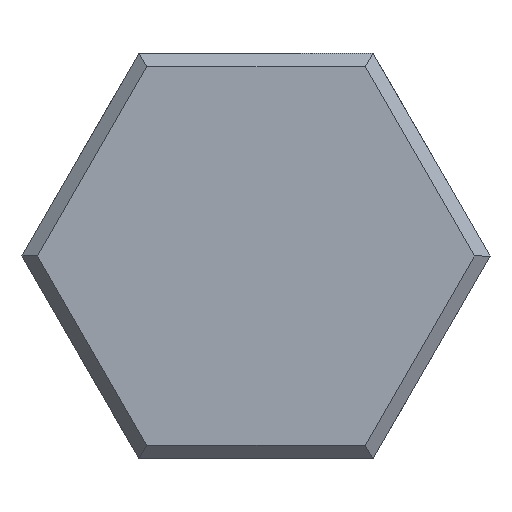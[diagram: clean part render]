
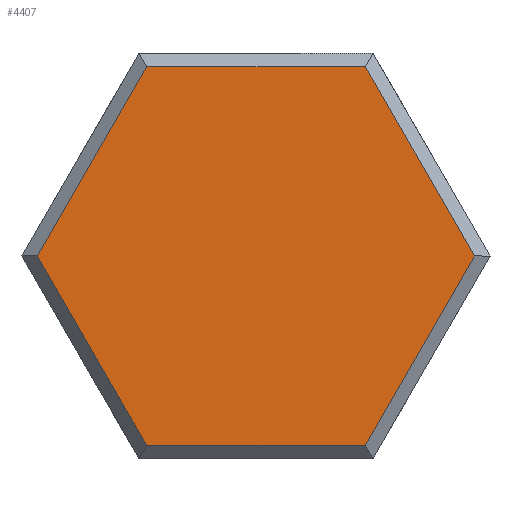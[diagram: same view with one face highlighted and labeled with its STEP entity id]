
A CAD part, left-side view. The second image highlights one B-rep face of the part: STEP entity #4407.
In plain terms, the highlighted planar face has unit normal (-1, 0, 0).
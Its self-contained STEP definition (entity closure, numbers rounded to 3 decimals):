
#321 = VERTEX_POINT ( 'NONE', #7471 ) ;
#323 = VERTEX_POINT ( 'NONE', #7480 ) ;
#325 = VERTEX_POINT ( 'NONE', #7495 ) ;
#326 = VERTEX_POINT ( 'NONE', #7468 ) ;
#328 = VERTEX_POINT ( 'NONE', #7463 ) ;
#333 = VERTEX_POINT ( 'NONE', #7455 ) ;
#587 = AXIS2_PLACEMENT_3D ( 'NONE', #2953, #2962, #2963 ) ;
#2953 = CARTESIAN_POINT ( 'NONE',  ( 0., 0., 0. ) ) ;
#2960 = PLANE ( 'NONE',  #587 ) ;
#2962 = DIRECTION ( 'NONE',  ( 1., 0., 0. ) ) ;
#2963 = DIRECTION ( 'NONE',  ( 0., 0., -1. ) ) ;
#3052 = CARTESIAN_POINT ( 'NONE',  ( 0., -1.645, 0.05 ) ) ;
#3056 = CARTESIAN_POINT ( 'NONE',  ( 0., -0.866, -1.4 ) ) ;
#3058 = DIRECTION ( 'NONE',  ( 0., -1., 0. ) ) ;
#3060 = CARTESIAN_POINT ( 'NONE',  ( 0., -0.779, 1.45 ) ) ;
#3061 = DIRECTION ( 'NONE',  ( 0., -0.5, 0.866 ) ) ;
#3068 = CARTESIAN_POINT ( 'NONE',  ( 0., 0.779, -1.45 ) ) ;
#3069 = DIRECTION ( 'NONE',  ( 0., -0.5, -0.866 ) ) ;
#3150 = DIRECTION ( 'NONE',  ( 0., 0.5, 0.866 ) ) ;
#3157 = CARTESIAN_POINT ( 'NONE',  ( 0., 1.645, -0.05 ) ) ;
#3158 = DIRECTION ( 'NONE',  ( 0., 0.5, -0.866 ) ) ;
#3161 = CARTESIAN_POINT ( 'NONE',  ( 0., 0.866, 1.4 ) ) ;
#3162 = DIRECTION ( 'NONE',  ( 0., 1., 0. ) ) ;
#3455 = VECTOR ( 'NONE', #3162, 1000. ) ;
#3458 = LINE ( 'NONE', #3161, #3455 ) ;
#3459 = VECTOR ( 'NONE', #3158, 1000. ) ;
#3462 = LINE ( 'NONE', #3157, #3459 ) ;
#3467 = VECTOR ( 'NONE', #3150, 1000. ) ;
#3471 = VECTOR ( 'NONE', #3069, 1000. ) ;
#3474 = LINE ( 'NONE', #3068, #3471 ) ;
#3476 = LINE ( 'NONE', #3060, #3467 ) ;
#3479 = VECTOR ( 'NONE', #3061, 1000. ) ;
#3483 = VECTOR ( 'NONE', #3058, 1000. ) ;
#3484 = LINE ( 'NONE', #3052, #3479 ) ;
#3486 = LINE ( 'NONE', #3056, #3483 ) ;
#4407 = ADVANCED_FACE ( 'NONE', ( #4428 ), #2960, .F. ) ;
#4428 = FACE_OUTER_BOUND ( 'NONE', #6164, .T. ) ;
#4786 = EDGE_CURVE ( 'NONE', #333, #326, #3486, .T. ) ;
#4788 = EDGE_CURVE ( 'NONE', #326, #328, #3484, .T. ) ;
#4792 = EDGE_CURVE ( 'NONE', #323, #333, #3474, .T. ) ;
#4794 = EDGE_CURVE ( 'NONE', #328, #325, #3476, .T. ) ;
#4798 = EDGE_CURVE ( 'NONE', #321, #323, #3462, .T. ) ;
#4800 = EDGE_CURVE ( 'NONE', #325, #321, #3458, .T. ) ;
#6164 = EDGE_LOOP ( 'NONE', ( #6621, #6619, #6616, #6614, #6612, #6610 ) ) ;
#6610 = ORIENTED_EDGE ( 'NONE', *, *, #4798, .T. ) ;
#6612 = ORIENTED_EDGE ( 'NONE', *, *, #4800, .T. ) ;
#6614 = ORIENTED_EDGE ( 'NONE', *, *, #4794, .T. ) ;
#6616 = ORIENTED_EDGE ( 'NONE', *, *, #4788, .T. ) ;
#6619 = ORIENTED_EDGE ( 'NONE', *, *, #4786, .T. ) ;
#6621 = ORIENTED_EDGE ( 'NONE', *, *, #4792, .T. ) ;
#7455 = CARTESIAN_POINT ( 'NONE',  ( 0., 0.808, -1.4 ) ) ;
#7463 = CARTESIAN_POINT ( 'NONE',  ( 0., -1.617, 0. ) ) ;
#7468 = CARTESIAN_POINT ( 'NONE',  ( 0., -0.808, -1.4 ) ) ;
#7471 = CARTESIAN_POINT ( 'NONE',  ( 0., 0.808, 1.4 ) ) ;
#7480 = CARTESIAN_POINT ( 'NONE',  ( 0., 1.617, 0. ) ) ;
#7495 = CARTESIAN_POINT ( 'NONE',  ( 0., -0.808, 1.4 ) ) ;
